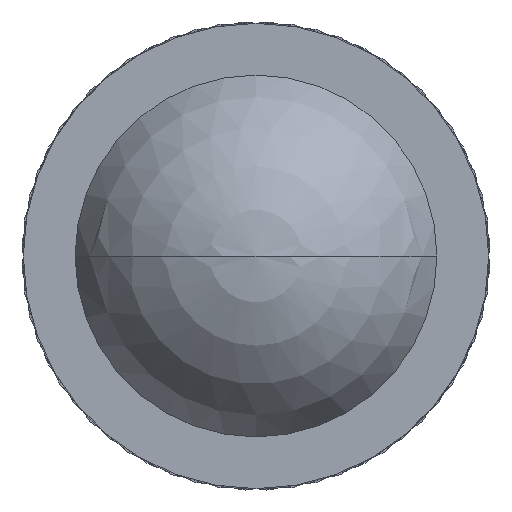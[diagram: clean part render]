
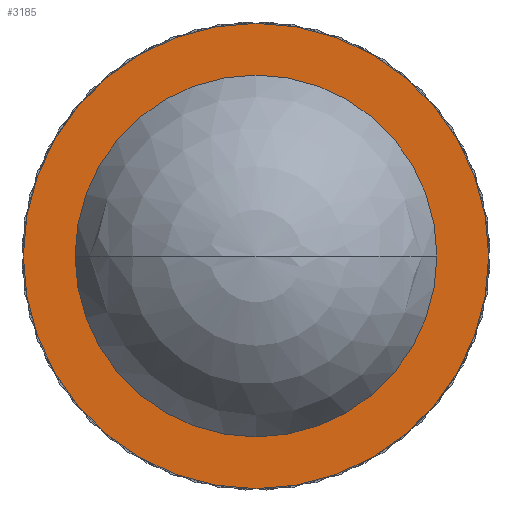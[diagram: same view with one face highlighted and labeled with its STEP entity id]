
A CAD part, left-side view. The second image highlights one B-rep face of the part: STEP entity #3185.
In plain terms, the highlighted planar face has unit normal (-1, 0, 0).
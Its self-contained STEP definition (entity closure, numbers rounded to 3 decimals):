
#1445=VERTEX_POINT('',#4303);
#1719=EDGE_CURVE('',#3305,#3601,#4604,.T.);
#2085=EDGE_CURVE('',#3421,#3665,#5018,.T.);
#2557=EDGE_CURVE('',#3665,#1445,#5547,.T.);
#3135=EDGE_CURVE('',#3601,#3305,#6190,.T.);
#3185=ADVANCED_FACE('',(#6245,#6246),#6247,.T.);
#3305=VERTEX_POINT('',#6383);
#3421=VERTEX_POINT('',#6518);
#3601=VERTEX_POINT('',#6716);
#3665=VERTEX_POINT('',#6784);
#4073=EDGE_CURVE('',#1445,#3421,#7239,.T.);
#4303=CARTESIAN_POINT('',(0.8,-1.166,0.));
#4604=CIRCLE('',#7902,1.5);
#5018=CIRCLE('',#8462,1.166);
#5547=CIRCLE('',#9162,1.166);
#6190=CIRCLE('',#10060,1.5);
#6245=FACE_BOUND('',#10135,.T.);
#6246=FACE_OUTER_BOUND('',#10136,.T.);
#6247=PLANE('',#10137);
#6383=CARTESIAN_POINT('',(0.8,1.5,0.));
#6518=CARTESIAN_POINT('',(0.8,1.166,0.));
#6716=CARTESIAN_POINT('',(0.8,-1.5,0.));
#6784=CARTESIAN_POINT('',(0.8,0.,1.166));
#7239=CIRCLE('',#11471,1.166);
#7902=AXIS2_PLACEMENT_3D('',#12135,#12136,#12137);
#8462=AXIS2_PLACEMENT_3D('',#12677,#12678,#12679);
#9162=AXIS2_PLACEMENT_3D('',#13370,#13371,#13372);
#10060=AXIS2_PLACEMENT_3D('',#14199,#14200,#14201);
#10135=EDGE_LOOP('',(#14262,#14263,#14264));
#10136=EDGE_LOOP('',(#14265,#14266));
#10137=AXIS2_PLACEMENT_3D('',#14267,#14268,#14269);
#11471=AXIS2_PLACEMENT_3D('',#15497,#15498,#15499);
#12135=CARTESIAN_POINT('',(0.8,0.,0.));
#12136=DIRECTION('',(-1.0,-0.0,0.0));
#12137=DIRECTION('',(0.0,-1.0,0.));
#12677=CARTESIAN_POINT('',(0.8,0.,0.));
#12678=DIRECTION('',(1.0,0.0,0.0));
#12679=DIRECTION('',(0.0,0.0,-1.0));
#13370=CARTESIAN_POINT('',(0.8,0.,0.));
#13371=DIRECTION('',(1.0,0.0,0.0));
#13372=DIRECTION('',(0.0,0.0,-1.0));
#14199=CARTESIAN_POINT('',(0.8,0.,0.));
#14200=DIRECTION('',(-1.0,-0.0,0.0));
#14201=DIRECTION('',(0.0,-1.0,0.));
#14262=ORIENTED_EDGE('',*,*,#2557,.T.);
#14263=ORIENTED_EDGE('',*,*,#4073,.T.);
#14264=ORIENTED_EDGE('',*,*,#2085,.T.);
#14265=ORIENTED_EDGE('',*,*,#3135,.T.);
#14266=ORIENTED_EDGE('',*,*,#1719,.T.);
#14267=CARTESIAN_POINT('',(0.8,-0.75,0.));
#14268=DIRECTION('',(-1.0,0.0,0.0));
#14269=DIRECTION('',(0.0,1.0,0.0));
#15497=CARTESIAN_POINT('',(0.8,0.,0.));
#15498=DIRECTION('',(1.0,0.0,0.0));
#15499=DIRECTION('',(0.0,0.0,-1.0));
